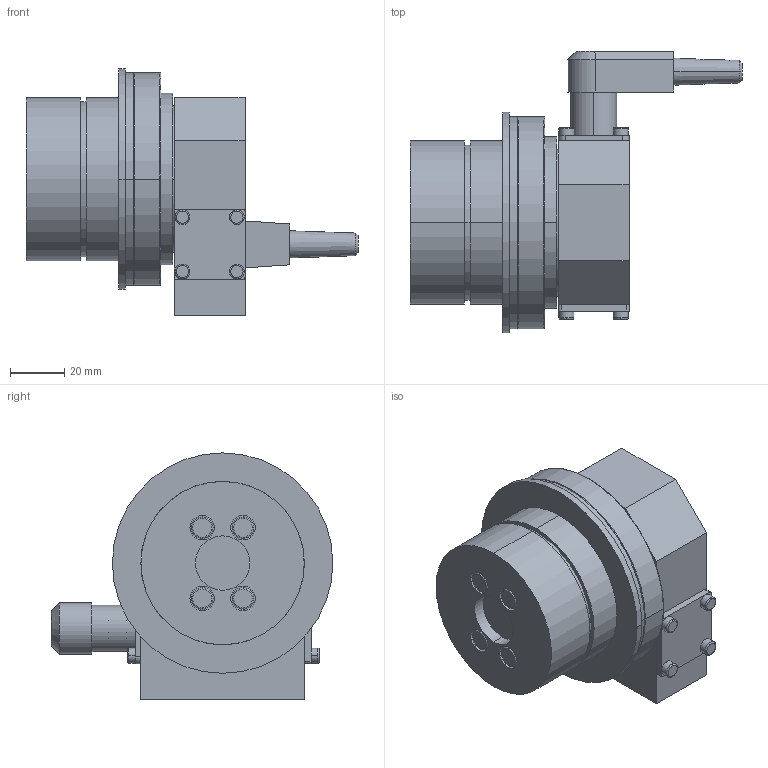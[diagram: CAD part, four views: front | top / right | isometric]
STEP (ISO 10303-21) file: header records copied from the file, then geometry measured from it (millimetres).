
FILE_DESCRIPTION((''),'2;1');
FILE_NAME('130718.1.stp','2014-01-15T10:35:43',(''),(''),'Mechanical Desktop 2009','Mechanical Desktop 2009',', , ');
FILE_SCHEMA(('CONFIG_CONTROL_DESIGN'));
Length unit declared in the file: millimetre
Products named in the file (26): R1307181; R51047; R1110253A; R1110253; I-6KT_SCHRAUBE_M5X8A; I-6KT_SCHRAUBE_M5X8; R1110254; R1110254A; RILLENKUGELLAGER_61812-Y; RILLENKUGELLAGER_61812-YA; SICHERUNGSRINGV_A60A; SICHERUNGSRINGV_A60; R0004193; R0004193A; SICHERUNGSRING_J78A; SICHERUNGSRING_J78; ZYLSTIFT4X12; ZYLSTIFT4X12A; GERÄTESTECKER_5POL_C091 31S005 100 2A; GERÄTESTECKER_5POL_C091 31S005 100 2; I-6KT_SCHRAUBE_M3X6; I-6KT_SCHRAUBE_M3X6A; KABELDOSE_WINKEL_MINI_5_POL; KABELDOSE_WINKEL_MINI_5_POLA; R1110255; TEIL1
Assembly tree (39 placements, depth 3):
  R1307181
    R51047
    R1110253A
      R1110253
    I-6KT_SCHRAUBE_M5X8A  x8
      I-6KT_SCHRAUBE_M5X8
    R1110254
      R1110254A
    RILLENKUGELLAGER_61812-Y
      RILLENKUGELLAGER_61812-YA
    SICHERUNGSRINGV_A60A
      SICHERUNGSRINGV_A60
    R0004193
      R0004193A
    SICHERUNGSRING_J78A
      SICHERUNGSRING_J78
    ZYLSTIFT4X12
      ZYLSTIFT4X12A
    GERÄTESTECKER_5POL_C091 31S005 100 2A
      GERÄTESTECKER_5POL_C091 31S005 100 2
    I-6KT_SCHRAUBE_M3X6  x8
      I-6KT_SCHRAUBE_M3X6A
    KABELDOSE_WINKEL_MINI_5_POL
      KABELDOSE_WINKEL_MINI_5_POLA
    R1110255
      TEIL1
Bounding box: 122 x 103.5 x 90.5 mm (x, y, z)
Volume: 260321.3 mm3; surface area: 98867.6 mm2
Topology: 27 solids, 28 shells, 546 faces, 1215 edges, 769 vertices
Faces by surface type: cylinder 267, plane 150, cone 87, torus 40, sphere 2
Entity records: 11672 total; most frequent: DIRECTION 2204, CARTESIAN_POINT 1946, ORIENTED_EDGE 1710, AXIS2_PLACEMENT_3D 920, EDGE_CURVE 855, VERTEX_POINT 559, EDGE_LOOP 510, CIRCLE 488
